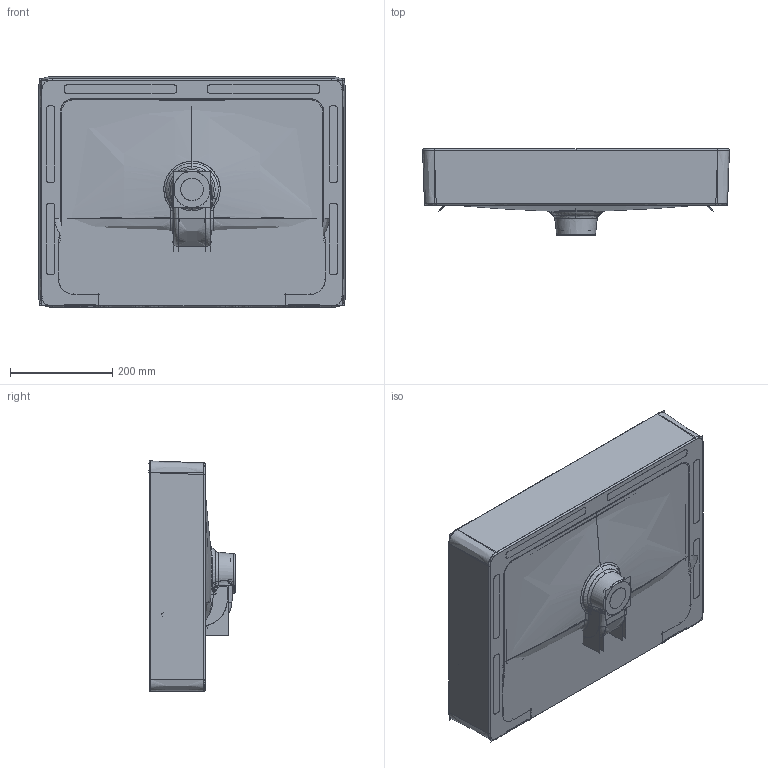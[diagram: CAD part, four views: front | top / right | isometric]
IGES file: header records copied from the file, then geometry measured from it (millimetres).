
Start section: JAMA-IS VERSION  1.0  PTC IGES file: acacia_e_wh_basin_Single_hole.igs
Global section: file name: acacia_e_wh_basin_Single_hole.igs; native system: Creo Parametric by PTC Inc.; preprocessor: 2019224; author: 10113209; organization: Unknown; date: 20191118.142541; units: millimetre
Bounding box: 599.84 x 169.51 x 449.92 mm (x, y, z)
Surface area: 3288206.8 mm2 (no closed solid volume)
Topology: 0 solids, 0 shells, 1104 faces, 14610 edges, 18744 vertices
Faces by surface type: bspline 1104
